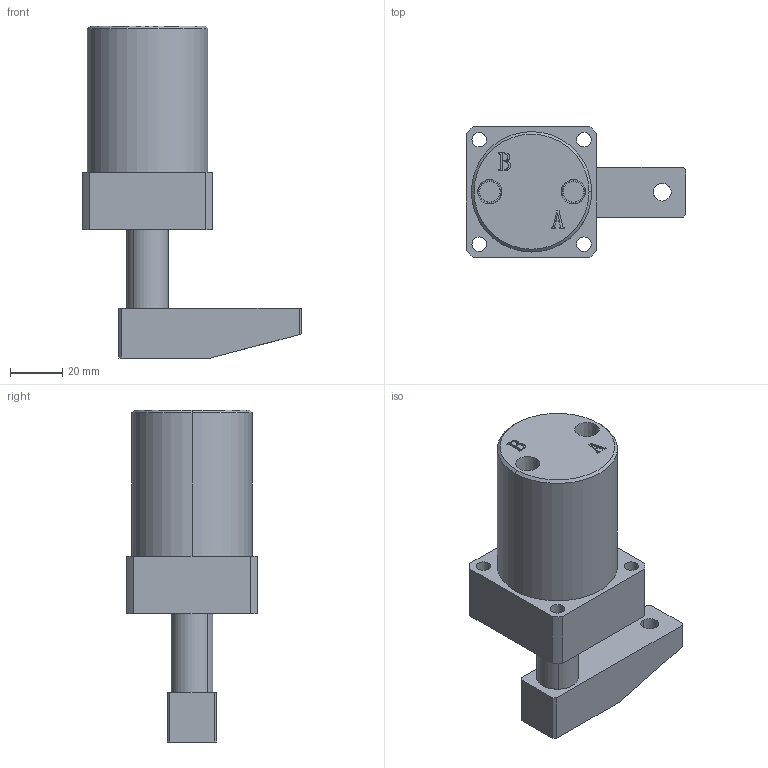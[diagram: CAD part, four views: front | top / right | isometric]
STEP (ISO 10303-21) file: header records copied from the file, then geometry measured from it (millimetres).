
FILE_DESCRIPTION (( 'STEP AP203' ), '1' );
FILE_NAME ('HASC-FA32S.STEP', '2019-10-14T11:00:57', ( '微软用户' ), ( '微软中国' ), 'SwSTEP 2.0', 'SolidWorks 2012', '' );
FILE_SCHEMA (( 'CONFIG_CONTROL_DESIGN' ));
Length unit declared in the file: millimetre
Products named in the file (5): HASC-FA32S; hex lobular socket head cap screws-4.8 gb_GB_HEXAGON_TYPE21 M8X20-20-N; HASC-32S活塞杆; HASC-FA32S等旋; HASC-FA32-掛极
Assembly tree (4 placements, depth 2):
  HASC-FA32S
    HASC-FA32-掛极
    HASC-FA32S等旋
    HASC-32S活塞杆
    hex lobular socket head cap screws-4.8 gb_GB_HEXAGON_TYPE21 M8X20-20-N
Bounding box: 84 x 50 x 127 mm (x, y, z)
Volume: 148294.9 mm3; surface area: 39095.1 mm2
Topology: 4 solids, 4 shells, 161 faces, 381 edges, 246 vertices
Faces by surface type: plane 73, cylinder 44, bspline 20, cone 14, torus 10
Entity records: 5986 total; most frequent: CARTESIAN_POINT 1763, DIRECTION 759, ORIENTED_EDGE 754, EDGE_CURVE 377, AXIS2_PLACEMENT_3D 274, VERTEX_POINT 246, VECTOR 211, LINE 211
